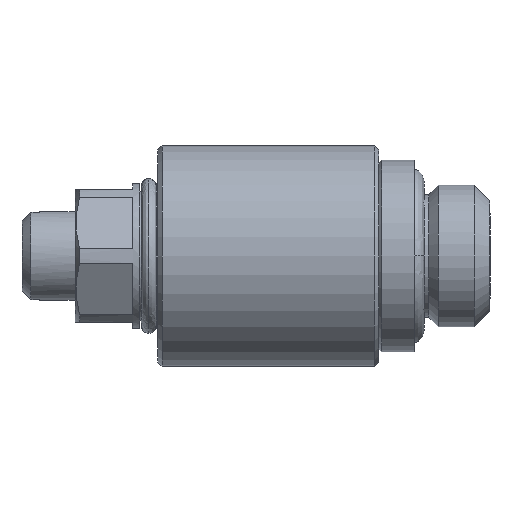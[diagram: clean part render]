
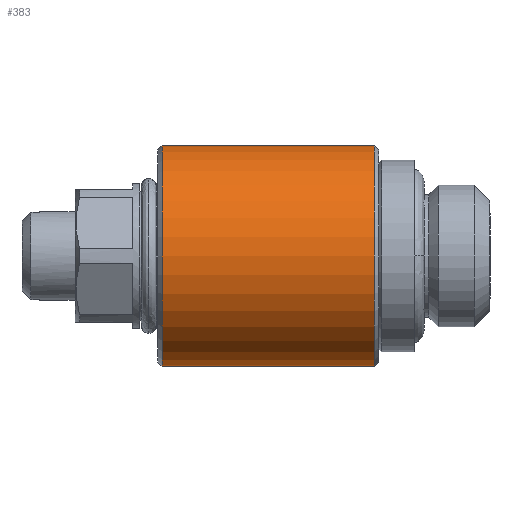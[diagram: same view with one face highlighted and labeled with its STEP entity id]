
A CAD part, left-side view. The second image highlights one B-rep face of the part: STEP entity #383.
In plain terms, the highlighted cylindrical face has radius 7.5 mm (diameter 15 mm), a full revolution.
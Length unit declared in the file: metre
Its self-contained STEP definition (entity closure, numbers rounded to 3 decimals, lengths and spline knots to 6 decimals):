
#383 = ADVANCED_FACE( 'NONE', ( #942, #943, #944 ), #945, .T. );
#942 = FACE_OUTER_BOUND( '', #2344, .T. );
#943 = FACE_OUTER_BOUND( '', #2345, .T. );
#944 = FACE_BOUND( '', #2346, .T. );
#945 = CYLINDRICAL_SURFACE( '', #2347, 0.0075 );
#2344 = EDGE_LOOP( '', ( #5025 ) );
#2345 = EDGE_LOOP( '', ( #5026 ) );
#2346 = EDGE_LOOP( '', ( #5027, #5028 ) );
#2347 = AXIS2_PLACEMENT_3D( '', #5029, #5030, #5031 );
#5025 = ORIENTED_EDGE( '', *, *, #6726, .T. );
#5026 = ORIENTED_EDGE( '', *, *, #6727, .T. );
#5027 = ORIENTED_EDGE( '', *, *, #6433, .T. );
#5028 = ORIENTED_EDGE( '', *, *, #6728, .T. );
#5029 = CARTESIAN_POINT( '', ( 0., 0.005519, 0. ) );
#5030 = DIRECTION( '', ( 0., -1., 0. ) );
#5031 = DIRECTION( '', ( 0., 0., -1. ) );
#6433 = EDGE_CURVE( 'NONE', #7226, #7224, #7227, .T. );
#6726 = EDGE_CURVE( 'NONE', #7740, #7740, #7741, .T. );
#6727 = EDGE_CURVE( 'NONE', #7742, #7742, #7743, .T. );
#6728 = EDGE_CURVE( 'NONE', #7224, #7226, #7744, .T. );
#7224 = VERTEX_POINT( 'NONE', #8453 );
#7226 = VERTEX_POINT( 'NONE', #8455 );
#7227 = B_SPLINE_CURVE_WITH_KNOTS( '', 3, ( #8456, #8457, #8458, #8459, #8460, #8461, #8462, #8463, #8464, #8465, #8466, #8467, #8468, #8469, #8470, #8471, #8472, #8473, #8474, #8475, #8476, #8477, #8478, #8479, #8480, #8481, #8482 ), .UNSPECIFIED., .F., .F., ( 4, 1, 1, 1, 1, 1, 1, 1, 1, 1, 1, 1, 1, 1, 1, 1, 1, 1, 1, 1, 1, 1, 1, 1, 4 ), ( 0., 0.013022, 0.025755, 0.038225, 0.050458, 0.062485, 0.093157, 0.124963, 0.18642, 0.24997, 0.313291, 0.374976, 0.438179, 0.499981, 0.561685, 0.624987, 0.686737, 0.749995, 0.813664, 0.875002, 0.906808, 0.937492, 0.953455, 0.968758, 1. ), .UNSPECIFIED. );
#7740 = VERTEX_POINT( '', #10389 );
#7741 = CIRCLE( '', #10390, 0.0075 );
#7742 = VERTEX_POINT( '', #10391 );
#7743 = CIRCLE( '', #10392, 0.0075 );
#7744 = B_SPLINE_CURVE_WITH_KNOTS( '', 3, ( #10393, #10394, #10395, #10396, #10397, #10398, #10399, #10400, #10401, #10402, #10403, #10404, #10405, #10406, #10407, #10408, #10409, #10410, #10411, #10412, #10413, #10414, #10415, #10416, #10417, #10418, #10419 ), .UNSPECIFIED., .F., .F., ( 4, 1, 1, 1, 1, 1, 1, 1, 1, 1, 1, 1, 1, 1, 1, 1, 1, 1, 1, 1, 1, 1, 1, 1, 4 ), ( 0., 0.013025, 0.025759, 0.038228, 0.05046, 0.062485, 0.093157, 0.124963, 0.186412, 0.249971, 0.313294, 0.374977, 0.438182, 0.49998, 0.56168, 0.624986, 0.686737, 0.749994, 0.813675, 0.875002, 0.906808, 0.937492, 0.953453, 0.968758, 1. ), .UNSPECIFIED. );
#8453 = CARTESIAN_POINT( '', ( 0.005662, 0.015337, -0.004918 ) );
#8455 = CARTESIAN_POINT( '', ( 0.005662, 0.015477, 0.004918 ) );
#8456 = CARTESIAN_POINT( '', ( 0.005662, 0.015477, 0.004918 ) );
#8457 = CARTESIAN_POINT( '', ( 0.005664, 0.015547, 0.004916 ) );
#8458 = CARTESIAN_POINT( '', ( 0.005668, 0.015685, 0.004911 ) );
#8459 = CARTESIAN_POINT( '', ( 0.005682, 0.01589, 0.004895 ) );
#8460 = CARTESIAN_POINT( '', ( 0.005701, 0.016089, 0.004873 ) );
#8461 = CARTESIAN_POINT( '', ( 0.005726, 0.016283, 0.004844 ) );
#8462 = CARTESIAN_POINT( '', ( 0.005772, 0.01657, 0.00479 ) );
#8463 = CARTESIAN_POINT( '', ( 0.005854, 0.016951, 0.00469 ) );
#8464 = CARTESIAN_POINT( '', ( 0.006028, 0.017556, 0.004467 ) );
#8465 = CARTESIAN_POINT( '', ( 0.006298, 0.018266, 0.004088 ) );
#8466 = CARTESIAN_POINT( '', ( 0.006655, 0.019006, 0.003486 ) );
#8467 = CARTESIAN_POINT( '', ( 0.006995, 0.019627, 0.002751 ) );
#8468 = CARTESIAN_POINT( '', ( 0.007278, 0.020097, 0.001891 ) );
#8469 = CARTESIAN_POINT( '', ( 0.007463, 0.020394, 0.00094 ) );
#8470 = CARTESIAN_POINT( '', ( 0.007522, 0.020484, -0.00007 ) );
#8471 = CARTESIAN_POINT( '', ( 0.007445, 0.020365, -0.001075 ) );
#8472 = CARTESIAN_POINT( '', ( 0.007244, 0.020042, -0.002015 ) );
#8473 = CARTESIAN_POINT( '', ( 0.006951, 0.01955, -0.002859 ) );
#8474 = CARTESIAN_POINT( '', ( 0.006606, 0.01891, -0.003577 ) );
#8475 = CARTESIAN_POINT( '', ( 0.00625, 0.018156, -0.00416 ) );
#8476 = CARTESIAN_POINT( '', ( 0.005987, 0.017433, -0.004521 ) );
#8477 = CARTESIAN_POINT( '', ( 0.005822, 0.016821, -0.004729 ) );
#8478 = CARTESIAN_POINT( '', ( 0.005743, 0.016416, -0.004823 ) );
#8479 = CARTESIAN_POINT( '', ( 0.005699, 0.016089, -0.004875 ) );
#8480 = CARTESIAN_POINT( '', ( 0.005667, 0.015756, -0.004913 ) );
#8481 = CARTESIAN_POINT( '', ( 0.005664, 0.015506, -0.004916 ) );
#8482 = CARTESIAN_POINT( '', ( 0.005662, 0.015337, -0.004918 ) );
#10389 = CARTESIAN_POINT( '', ( 0., 0.0226, -0.0075 ) );
#10390 = AXIS2_PLACEMENT_3D( '', #12129, #12130, #12131 );
#10391 = CARTESIAN_POINT( '', ( 0., 0.0082, -0.0075 ) );
#10392 = AXIS2_PLACEMENT_3D( '', #12132, #12133, #12134 );
#10393 = CARTESIAN_POINT( '', ( 0.005662, 0.015337, -0.004918 ) );
#10394 = CARTESIAN_POINT( '', ( 0.005664, 0.015267, -0.004916 ) );
#10395 = CARTESIAN_POINT( '', ( 0.005668, 0.015128, -0.004912 ) );
#10396 = CARTESIAN_POINT( '', ( 0.005681, 0.014923, -0.004897 ) );
#10397 = CARTESIAN_POINT( '', ( 0.0057, 0.014723, -0.004875 ) );
#10398 = CARTESIAN_POINT( '', ( 0.005724, 0.014529, -0.004846 ) );
#10399 = CARTESIAN_POINT( '', ( 0.005769, 0.014241, -0.004792 ) );
#10400 = CARTESIAN_POINT( '', ( 0.005851, 0.01386, -0.004693 ) );
#10401 = CARTESIAN_POINT( '', ( 0.006025, 0.013253, -0.004471 ) );
#10402 = CARTESIAN_POINT( '', ( 0.006295, 0.01254, -0.004093 ) );
#10403 = CARTESIAN_POINT( '', ( 0.006653, 0.011799, -0.00349 ) );
#10404 = CARTESIAN_POINT( '', ( 0.006993, 0.011176, -0.002755 ) );
#10405 = CARTESIAN_POINT( '', ( 0.007277, 0.010704, -0.001894 ) );
#10406 = CARTESIAN_POINT( '', ( 0.007463, 0.010406, -0.000941 ) );
#10407 = CARTESIAN_POINT( '', ( 0.007522, 0.010316, 0.00007 ) );
#10408 = CARTESIAN_POINT( '', ( 0.007445, 0.010435, 0.001077 ) );
#10409 = CARTESIAN_POINT( '', ( 0.007243, 0.010759, 0.002018 ) );
#10410 = CARTESIAN_POINT( '', ( 0.006949, 0.011253, 0.002863 ) );
#10411 = CARTESIAN_POINT( '', ( 0.006604, 0.011894, 0.003581 ) );
#10412 = CARTESIAN_POINT( '', ( 0.006247, 0.012651, 0.004165 ) );
#10413 = CARTESIAN_POINT( '', ( 0.005984, 0.013376, 0.004525 ) );
#10414 = CARTESIAN_POINT( '', ( 0.00582, 0.01399, 0.004732 ) );
#10415 = CARTESIAN_POINT( '', ( 0.005742, 0.014396, 0.004826 ) );
#10416 = CARTESIAN_POINT( '', ( 0.005698, 0.014723, 0.004877 ) );
#10417 = CARTESIAN_POINT( '', ( 0.005666, 0.015057, 0.004914 ) );
#10418 = CARTESIAN_POINT( '', ( 0.005664, 0.015308, 0.004916 ) );
#10419 = CARTESIAN_POINT( '', ( 0.005662, 0.015477, 0.004918 ) );
#12129 = CARTESIAN_POINT( '', ( 0., 0.0226, 0. ) );
#12130 = DIRECTION( '', ( 0., -1., 0. ) );
#12131 = DIRECTION( '', ( 0., 0., -1. ) );
#12132 = CARTESIAN_POINT( '', ( 0., 0.0082, 0. ) );
#12133 = DIRECTION( '', ( 0., 1., 0. ) );
#12134 = DIRECTION( '', ( 0., 0., -1. ) );
